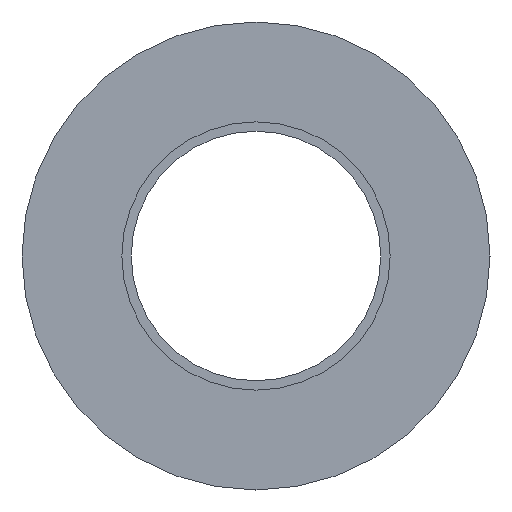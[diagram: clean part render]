
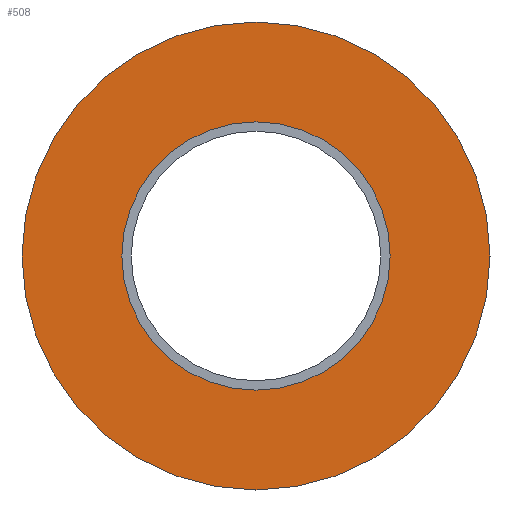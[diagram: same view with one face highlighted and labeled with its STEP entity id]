
A CAD part, left-side view. The second image highlights one B-rep face of the part: STEP entity #508.
In plain terms, the highlighted planar face has unit normal (-1, 0, 0).
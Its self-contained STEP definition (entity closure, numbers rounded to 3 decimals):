
#4 = AXIS2_PLACEMENT_3D ( 'NONE', #43, #96, #587 ) ;
#39 = AXIS2_PLACEMENT_3D ( 'NONE', #335, #381, #374 ) ;
#43 = CARTESIAN_POINT ( 'NONE',  ( 0., 0., 0. ) ) ;
#51 = FACE_BOUND ( 'NONE', #311, .T. ) ;
#86 = CIRCLE ( 'NONE', #39, 8.6 ) ;
#96 = DIRECTION ( 'NONE',  ( -1., 0., 0. ) ) ;
#98 = VERTEX_POINT ( 'NONE', #322 ) ;
#136 = AXIS2_PLACEMENT_3D ( 'NONE', #274, #142, #403 ) ;
#142 = DIRECTION ( 'NONE',  ( -1., 0., 0. ) ) ;
#176 = EDGE_CURVE ( 'NONE', #533, #533, #86, .T. ) ;
#216 = ORIENTED_EDGE ( 'NONE', *, *, #550, .T. ) ;
#224 = PLANE ( 'NONE',  #4 ) ;
#256 = CIRCLE ( 'NONE', #136, 15. ) ;
#274 = CARTESIAN_POINT ( 'NONE',  ( 0., 0., 0. ) ) ;
#311 = EDGE_LOOP ( 'NONE', ( #444 ) ) ;
#318 = CARTESIAN_POINT ( 'NONE',  ( 0., 0., -8.6 ) ) ;
#322 = CARTESIAN_POINT ( 'NONE',  ( 0., 0., 15. ) ) ;
#335 = CARTESIAN_POINT ( 'NONE',  ( 0., 0., 0. ) ) ;
#359 = EDGE_LOOP ( 'NONE', ( #216 ) ) ;
#374 = DIRECTION ( 'NONE',  ( 0., 0., -1. ) ) ;
#381 = DIRECTION ( 'NONE',  ( 1., 0., 0. ) ) ;
#403 = DIRECTION ( 'NONE',  ( 0., 0., 1. ) ) ;
#444 = ORIENTED_EDGE ( 'NONE', *, *, #176, .T. ) ;
#482 = FACE_OUTER_BOUND ( 'NONE', #359, .T. ) ;
#508 = ADVANCED_FACE ( 'NONE', ( #51, #482 ), #224, .T. ) ;
#533 = VERTEX_POINT ( 'NONE', #318 ) ;
#550 = EDGE_CURVE ( 'NONE', #98, #98, #256, .T. ) ;
#587 = DIRECTION ( 'NONE',  ( 0., 0., 1. ) ) ;
